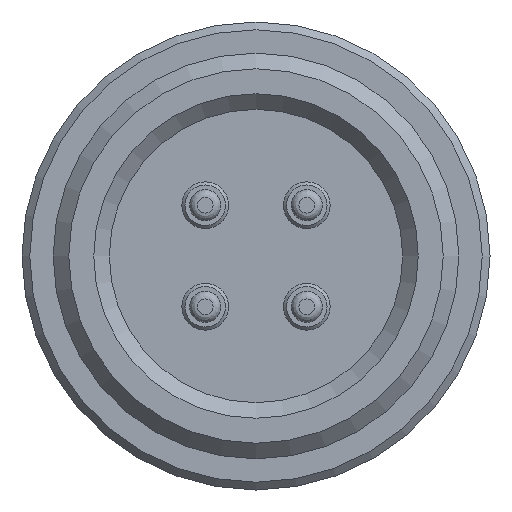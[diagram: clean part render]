
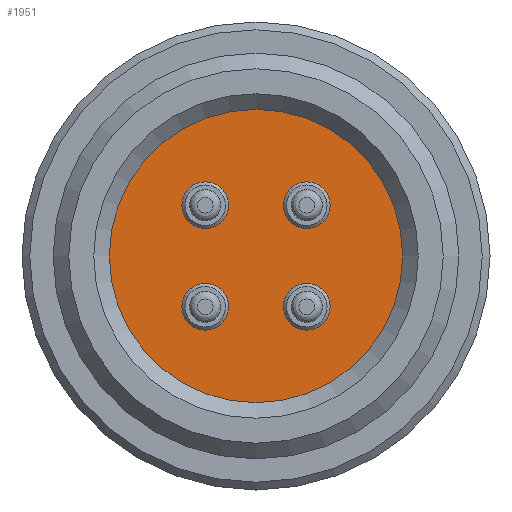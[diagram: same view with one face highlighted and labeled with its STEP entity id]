
A CAD part, front view. The second image highlights one B-rep face of the part: STEP entity #1951.
In plain terms, the highlighted planar face has unit normal (0, -1, 0).
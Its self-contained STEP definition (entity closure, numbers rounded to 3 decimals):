
#44=FACE_BOUND('',#314,.T.);
#45=FACE_BOUND('',#315,.T.);
#46=FACE_BOUND('',#316,.T.);
#47=FACE_BOUND('',#317,.T.);
#85=PLANE('',#2115);
#189=FACE_OUTER_BOUND('',#313,.T.);
#313=EDGE_LOOP('',(#1660));
#314=EDGE_LOOP('',(#1661));
#315=EDGE_LOOP('',(#1662));
#316=EDGE_LOOP('',(#1663));
#317=EDGE_LOOP('',(#1664));
#368=CIRCLE('',#2024,0.75);
#370=CIRCLE('',#2027,0.75);
#372=CIRCLE('',#2030,0.75);
#374=CIRCLE('',#2033,0.75);
#393=CIRCLE('',#2111,4.7);
#769=VERTEX_POINT('',#3080);
#771=VERTEX_POINT('',#3086);
#773=VERTEX_POINT('',#3092);
#775=VERTEX_POINT('',#3098);
#895=VERTEX_POINT('',#7787);
#971=EDGE_CURVE('',#769,#769,#368,.T.);
#974=EDGE_CURVE('',#771,#771,#370,.T.);
#977=EDGE_CURVE('',#773,#773,#372,.T.);
#980=EDGE_CURVE('',#775,#775,#374,.T.);
#1161=EDGE_CURVE('',#895,#895,#393,.T.);
#1660=ORIENTED_EDGE('',*,*,#1161,.F.);
#1661=ORIENTED_EDGE('',*,*,#971,.T.);
#1662=ORIENTED_EDGE('',*,*,#974,.T.);
#1663=ORIENTED_EDGE('',*,*,#977,.T.);
#1664=ORIENTED_EDGE('',*,*,#980,.T.);
#1951=ADVANCED_FACE('',(#189,#44,#45,#46,#47),#85,.F.);
#2024=AXIS2_PLACEMENT_3D('',#3081,#2240,#2241);
#2027=AXIS2_PLACEMENT_3D('',#3087,#2247,#2248);
#2030=AXIS2_PLACEMENT_3D('',#3093,#2254,#2255);
#2033=AXIS2_PLACEMENT_3D('',#3099,#2261,#2262);
#2111=AXIS2_PLACEMENT_3D('',#7789,#2475,#2476);
#2115=AXIS2_PLACEMENT_3D('',#7796,#2485,#2486);
#2240=DIRECTION('center_axis',(0.,1.,0.));
#2241=DIRECTION('ref_axis',(0.,0.,-1.));
#2247=DIRECTION('center_axis',(0.,1.,0.));
#2248=DIRECTION('ref_axis',(-1.,0.,0.));
#2254=DIRECTION('center_axis',(0.,1.,0.));
#2255=DIRECTION('ref_axis',(0.,0.,1.));
#2261=DIRECTION('center_axis',(0.,1.,0.));
#2262=DIRECTION('ref_axis',(1.,0.,0.));
#2475=DIRECTION('center_axis',(0.,1.,0.));
#2476=DIRECTION('ref_axis',(1.,0.,0.));
#2485=DIRECTION('center_axis',(0.,1.,0.));
#2486=DIRECTION('ref_axis',(1.,0.,0.));
#3080=CARTESIAN_POINT('',(1.626,1.,2.376));
#3081=CARTESIAN_POINT('Origin',(1.626,1.,1.626));
#3086=CARTESIAN_POINT('',(2.376,1.,-1.626));
#3087=CARTESIAN_POINT('Origin',(1.626,1.,-1.626));
#3092=CARTESIAN_POINT('',(-1.626,1.,-2.376));
#3093=CARTESIAN_POINT('Origin',(-1.626,1.,-1.626));
#3098=CARTESIAN_POINT('',(-2.376,1.,1.626));
#3099=CARTESIAN_POINT('Origin',(-1.626,1.,1.626));
#7787=CARTESIAN_POINT('',(-4.7,1.,0.));
#7789=CARTESIAN_POINT('Origin',(0.,1.,0.));
#7796=CARTESIAN_POINT('Origin',(0.,1.,0.));
